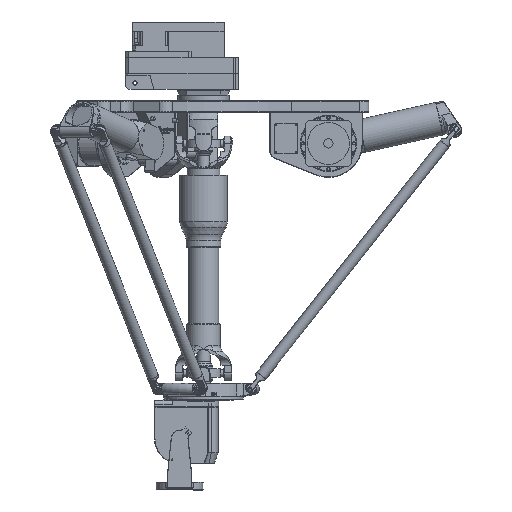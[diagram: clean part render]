
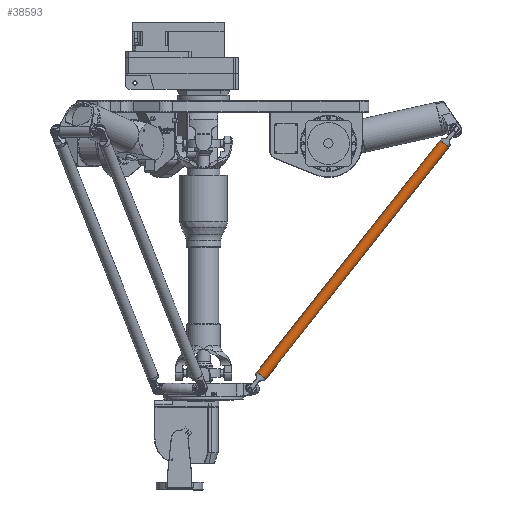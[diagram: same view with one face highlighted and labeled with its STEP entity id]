
A CAD part, front view. The second image highlights one B-rep face of the part: STEP entity #38593.
In plain terms, the highlighted cylindrical face has radius 15 mm (diameter 30 mm), a full revolution.
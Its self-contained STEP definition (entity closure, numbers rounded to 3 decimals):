
#7793=CYLINDRICAL_SURFACE('',#42256,15.);
#8945=FACE_BOUND('',#13467,.T.);
#10543=FACE_OUTER_BOUND('',#13466,.T.);
#13466=EDGE_LOOP('',(#30953));
#13467=EDGE_LOOP('',(#30954));
#16031=CIRCLE('',#42257,15.);
#16032=CIRCLE('',#42258,15.);
#18735=VERTEX_POINT('',#68378);
#18736=VERTEX_POINT('',#68380);
#23090=EDGE_CURVE('',#18735,#18735,#16031,.T.);
#23091=EDGE_CURVE('',#18736,#18736,#16032,.T.);
#30953=ORIENTED_EDGE('',*,*,#23090,.F.);
#30954=ORIENTED_EDGE('',*,*,#23091,.F.);
#38593=ADVANCED_FACE('',(#10543,#8945),#7793,.T.);
#42256=AXIS2_PLACEMENT_3D('',#68377,#50336,#50337);
#42257=AXIS2_PLACEMENT_3D('',#68379,#50338,#50339);
#42258=AXIS2_PLACEMENT_3D('',#68381,#50340,#50341);
#50336=DIRECTION('center_axis',(1.,0.,0.));
#50337=DIRECTION('ref_axis',(0.,-1.,0.));
#50338=DIRECTION('center_axis',(1.,0.,0.));
#50339=DIRECTION('ref_axis',(0.,0.,1.));
#50340=DIRECTION('center_axis',(-1.,0.,0.));
#50341=DIRECTION('ref_axis',(0.,0.,1.));
#68377=CARTESIAN_POINT('Origin',(45.,0.,0.));
#68378=CARTESIAN_POINT('',(825.,15.,0.));
#68379=CARTESIAN_POINT('Origin',(825.,0.,0.));
#68380=CARTESIAN_POINT('',(45.,15.,0.));
#68381=CARTESIAN_POINT('Origin',(45.,0.,0.));
